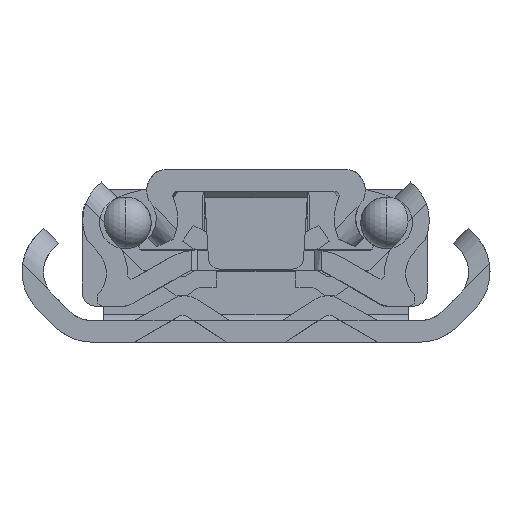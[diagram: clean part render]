
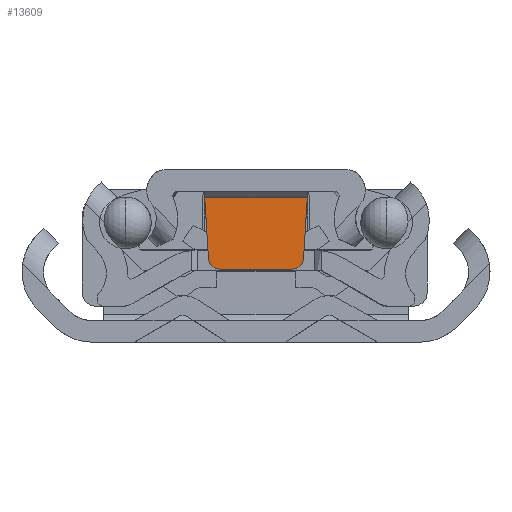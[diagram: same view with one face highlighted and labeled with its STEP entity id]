
A CAD part, left-side view. The second image highlights one B-rep face of the part: STEP entity #13609.
In plain terms, the highlighted planar face has unit normal (-1, 0, 0).
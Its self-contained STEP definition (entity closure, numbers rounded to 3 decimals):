
#776 = VECTOR ( 'NONE', #6818, 1000. ) ;
#1077 = VERTEX_POINT ( 'NONE', #9208 ) ;
#1181 = CARTESIAN_POINT ( 'NONE',  ( 4.4, 3.176, -0.199 ) ) ;
#1189 = DIRECTION ( 'NONE',  ( 0., 1., 0. ) ) ;
#1283 = VERTEX_POINT ( 'NONE', #9282 ) ;
#1458 = AXIS2_PLACEMENT_3D ( 'NONE', #2322, #14396, #13575 ) ;
#1489 = CIRCLE ( 'NONE', #7570, 0.8 ) ;
#1899 = VECTOR ( 'NONE', #11142, 1000. ) ;
#1985 = CARTESIAN_POINT ( 'NONE',  ( 4.4, 3.579, 6.25 ) ) ;
#2002 = CARTESIAN_POINT ( 'NONE',  ( 4.4, 2.781, 6.3 ) ) ;
#2142 = DIRECTION ( 'NONE',  ( 0., 1., 0. ) ) ;
#2251 = CARTESIAN_POINT ( 'NONE',  ( 4.4, 3.87, 10.9 ) ) ;
#2259 = ORIENTED_EDGE ( 'NONE', *, *, #7642, .F. ) ;
#2322 = CARTESIAN_POINT ( 'NONE',  ( 4.4, 0., 0. ) ) ;
#2717 = VERTEX_POINT ( 'NONE', #2251 ) ;
#3174 = LINE ( 'NONE', #7645, #13262 ) ;
#3290 = EDGE_LOOP ( 'NONE', ( #3351, #13228, #2259, #6359, #6189, #4109 ) ) ;
#3351 = ORIENTED_EDGE ( 'NONE', *, *, #6434, .T. ) ;
#4109 = ORIENTED_EDGE ( 'NONE', *, *, #9964, .F. ) ;
#4860 = AXIS2_PLACEMENT_3D ( 'NONE', #2002, #8874, #5653 ) ;
#4971 = CARTESIAN_POINT ( 'NONE',  ( 4.4, -2.781, 5.5 ) ) ;
#4994 = CARTESIAN_POINT ( 'NONE',  ( 4.4, -3.579, 6.25 ) ) ;
#5653 = DIRECTION ( 'NONE',  ( 0., 0., -1. ) ) ;
#6189 = ORIENTED_EDGE ( 'NONE', *, *, #13329, .F. ) ;
#6359 = ORIENTED_EDGE ( 'NONE', *, *, #13250, .F. ) ;
#6434 = EDGE_CURVE ( 'NONE', #6661, #1283, #9233, .T. ) ;
#6661 = VERTEX_POINT ( 'NONE', #4994 ) ;
#6818 = DIRECTION ( 'NONE',  ( 0., 0.062, 0.998 ) ) ;
#6976 = VERTEX_POINT ( 'NONE', #4971 ) ;
#7434 = CIRCLE ( 'NONE', #4860, 0.8 ) ;
#7442 = DIRECTION ( 'NONE',  ( 1., 0., 0. ) ) ;
#7570 = AXIS2_PLACEMENT_3D ( 'NONE', #12702, #7442, #9494 ) ;
#7642 = EDGE_CURVE ( 'NONE', #11844, #2717, #8938, .T. ) ;
#7645 = CARTESIAN_POINT ( 'NONE',  ( 4.4, 0., 5.5 ) ) ;
#7795 = VECTOR ( 'NONE', #1189, 1000. ) ;
#8874 = DIRECTION ( 'NONE',  ( 1., 0., 0. ) ) ;
#8938 = LINE ( 'NONE', #1181, #776 ) ;
#9023 = CARTESIAN_POINT ( 'NONE',  ( 4.4, 3.901, 10.9 ) ) ;
#9123 = PLANE ( 'NONE',  #1458 ) ;
#9208 = CARTESIAN_POINT ( 'NONE',  ( 4.4, 2.781, 5.5 ) ) ;
#9233 = LINE ( 'NONE', #12589, #1899 ) ;
#9282 = CARTESIAN_POINT ( 'NONE',  ( 4.4, -3.87, 10.9 ) ) ;
#9494 = DIRECTION ( 'NONE',  ( 0., 0., -1. ) ) ;
#9964 = EDGE_CURVE ( 'NONE', #6661, #6976, #1489, .T. ) ;
#10081 = FACE_OUTER_BOUND ( 'NONE', #3290, .T. ) ;
#11142 = DIRECTION ( 'NONE',  ( 0., -0.062, 0.998 ) ) ;
#11844 = VERTEX_POINT ( 'NONE', #1985 ) ;
#12589 = CARTESIAN_POINT ( 'NONE',  ( 4.4, -3.176, -0.199 ) ) ;
#12702 = CARTESIAN_POINT ( 'NONE',  ( 4.4, -2.781, 6.3 ) ) ;
#13228 = ORIENTED_EDGE ( 'NONE', *, *, #14398, .T. ) ;
#13250 = EDGE_CURVE ( 'NONE', #1077, #11844, #7434, .T. ) ;
#13262 = VECTOR ( 'NONE', #2142, 1000. ) ;
#13329 = EDGE_CURVE ( 'NONE', #6976, #1077, #3174, .T. ) ;
#13575 = DIRECTION ( 'NONE',  ( 0., 0., -1. ) ) ;
#13609 = ADVANCED_FACE ( 'NONE', ( #10081 ), #9123, .F. ) ;
#14360 = LINE ( 'NONE', #9023, #7795 ) ;
#14396 = DIRECTION ( 'NONE',  ( 1., 0., 0. ) ) ;
#14398 = EDGE_CURVE ( 'NONE', #1283, #2717, #14360, .T. ) ;
